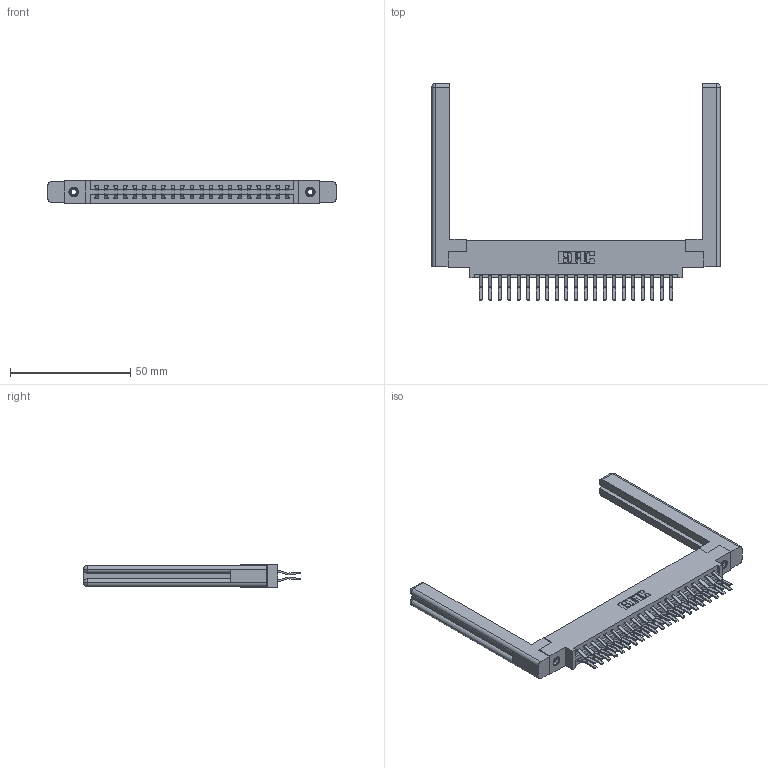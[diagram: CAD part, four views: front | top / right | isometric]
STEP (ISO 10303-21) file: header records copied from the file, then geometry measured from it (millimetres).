
FILE_DESCRIPTION (( 'STEP AP203' ), '1' );
FILE_NAME ('337-042-560-858.STEP', '2019-10-11T13:16:25', ( '' ), ( '' ), 'SwSTEP 2.0', 'SolidWorks 2016', '' );
FILE_SCHEMA (( 'CONFIG_CONTROL_DESIGN' ));
Length unit declared in the file: inch
Products named in the file (5): 307-220-058; 345-250-001_345-250-001-102; 345-292-001_560 Tail; 337 Part_0.170 Offset - 0.156 Dia-TI; 337-042-560-858
Assembly tree (47 placements, depth 2):
  337-042-560-858
    337 Part_0.170 Offset - 0.156 Dia-TI
    345-292-001_560 Tail  x42
    345-250-001_345-250-001-102  x2
    307-220-058  x2
Bounding box: 119.84 x 90.19 x 9.4 mm (x, y, z)
Volume: 19650 mm3; surface area: 19887.3 mm2
Topology: 47 solids, 47 shells, 2612 faces, 7691 edges, 5058 vertices
Faces by surface type: plane 1754, cylinder 834, cone 12, torus 12
Entity records: 21852 total; most frequent: CARTESIAN_POINT 3709, ORIENTED_EDGE 3584, DIRECTION 3212, EDGE_CURVE 1792, VECTOR 1612, LINE 1612, VERTEX_POINT 1186, AXIS2_PLACEMENT_3D 800
